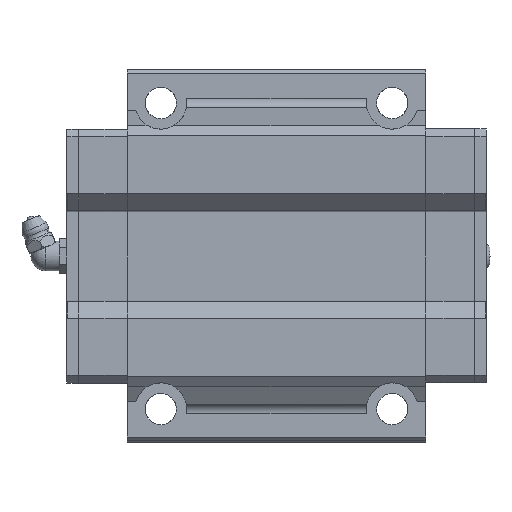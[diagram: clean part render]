
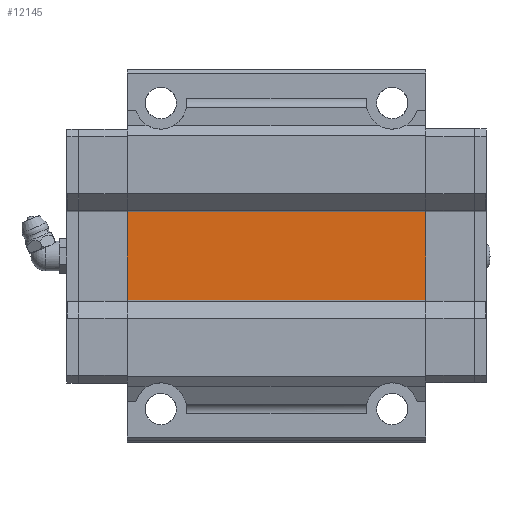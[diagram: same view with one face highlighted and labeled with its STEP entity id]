
A CAD part, front view. The second image highlights one B-rep face of the part: STEP entity #12145.
In plain terms, the highlighted planar face has unit normal (0, -1, 0).
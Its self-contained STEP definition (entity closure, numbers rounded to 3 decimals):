
#367=PLANE('',#13041);
#984=FACE_OUTER_BOUND('',#1665,.T.);
#1665=EDGE_LOOP('',(#9810,#9811,#9812,#9813));
#2702=LINE('',#18549,#4116);
#2776=LINE('',#18709,#4190);
#2789=LINE('',#18734,#4203);
#2790=LINE('',#18736,#4204);
#4116=VECTOR('',#15040,10.);
#4190=VECTOR('',#15132,10.);
#4203=VECTOR('',#15165,106.);
#4204=VECTOR('',#15168,106.);
#5725=VERTEX_POINT('',#18546);
#5726=VERTEX_POINT('',#18548);
#5802=VERTEX_POINT('',#18706);
#5803=VERTEX_POINT('',#18708);
#7159=EDGE_CURVE('',#5725,#5726,#2702,.T.);
#7241=EDGE_CURVE('',#5802,#5803,#2776,.T.);
#7254=EDGE_CURVE('',#5802,#5726,#2789,.T.);
#7255=EDGE_CURVE('',#5803,#5725,#2790,.T.);
#9810=ORIENTED_EDGE('',*,*,#7241,.F.);
#9811=ORIENTED_EDGE('',*,*,#7254,.T.);
#9812=ORIENTED_EDGE('',*,*,#7159,.F.);
#9813=ORIENTED_EDGE('',*,*,#7255,.F.);
#12145=ADVANCED_FACE('',(#984),#367,.T.);
#13041=AXIS2_PLACEMENT_3D('',#18735,#15166,#15167);
#15040=DIRECTION('',(-1.,0.,0.));
#15132=DIRECTION('',(1.,0.,0.));
#15165=DIRECTION('',(0.,0.,-1.));
#15166=DIRECTION('center_axis',(0.,-1.,0.));
#15167=DIRECTION('ref_axis',(1.,0.,0.));
#15168=DIRECTION('',(0.,0.,-1.));
#18546=CARTESIAN_POINT('',(13.251,0.,-40.));
#18548=CARTESIAN_POINT('',(-13.251,0.,-40.));
#18549=CARTESIAN_POINT('',(-6.626,0.,-40.));
#18706=CARTESIAN_POINT('',(-13.251,0.,40.));
#18708=CARTESIAN_POINT('',(13.251,0.,40.));
#18709=CARTESIAN_POINT('',(-6.626,0.,40.));
#18734=CARTESIAN_POINT('',(-13.251,0.,56.2));
#18735=CARTESIAN_POINT('Origin',(-13.251,0.,-40.));
#18736=CARTESIAN_POINT('',(13.251,0.,56.2));
